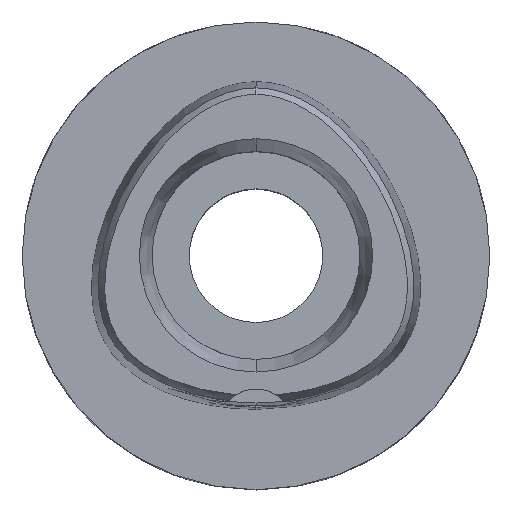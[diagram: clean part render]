
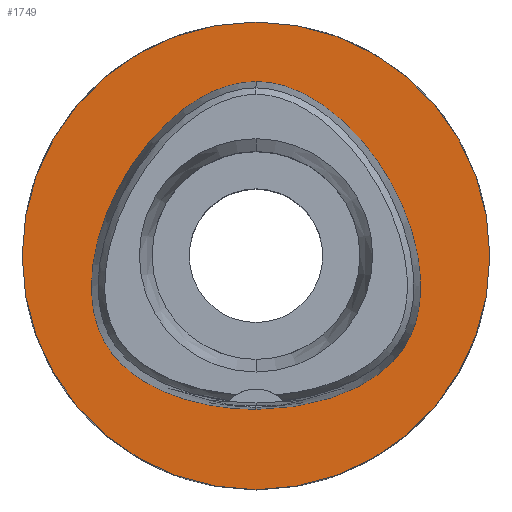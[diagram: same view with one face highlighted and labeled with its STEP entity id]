
A CAD part, top view. The second image highlights one B-rep face of the part: STEP entity #1749.
In plain terms, the highlighted planar face has unit normal (0, 0, 1).
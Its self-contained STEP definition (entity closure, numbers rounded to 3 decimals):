
#141 = CARTESIAN_POINT ( 'NONE',  ( 0., 23.475, 0. ) ) ;
#177 = CARTESIAN_POINT ( 'NONE',  ( -19.649, -12.825, 0. ) ) ;
#186 = CARTESIAN_POINT ( 'NONE',  ( 21.555, -8.996, 0. ) ) ;
#222 = CARTESIAN_POINT ( 'NONE',  ( 0., -20.675, 0. ) ) ;
#311 = CARTESIAN_POINT ( 'NONE',  ( 0., 0., 0. ) ) ;
#313 = CARTESIAN_POINT ( 'NONE',  ( 0., 0., 0. ) ) ;
#461 = CARTESIAN_POINT ( 'NONE',  ( -20.749, 4.657, 0. ) ) ;
#527 = B_SPLINE_CURVE_WITH_KNOTS ( 'NONE', 3,
 ( #3528, #4271, #1237, #1314, #3502, #2377, #2757, #1654, #461, #2732, #3149, #4678, #1264, #2784, #4296, #177, #3598, #881, #3172, #3553, #4701, #2435, #3576 ),
 .UNSPECIFIED., .F., .F.,
 ( 4, 1, 1, 1, 1, 1, 1, 1, 1, 1, 1, 1, 1, 1, 1, 1, 1, 1, 1, 1, 4 ),
 ( 0., 0.042, 0.083, 0.125, 0.167, 0.25, 0.333, 0.417, 0.5, 0.542, 0.583, 0.625, 0.646, 0.667, 0.688, 0.708, 0.75, 0.792, 0.833, 0.917, 1. ),
 .UNSPECIFIED. ) ;
#646 = CARTESIAN_POINT ( 'NONE',  ( 16.959, -15.678, 0. ) ) ;
#716 = AXIS2_PLACEMENT_3D ( 'NONE', #311, #3823, #1170 ) ;
#759 = EDGE_CURVE ( 'NONE', #3107, #1333, #527, .T. ) ;
#881 = CARTESIAN_POINT ( 'NONE',  ( -16.959, -15.678, 0. ) ) ;
#942 = ORIENTED_EDGE ( 'NONE', *, *, #2402, .F. ) ;
#974 = CARTESIAN_POINT ( 'NONE',  ( 0., -20.675, 0. ) ) ;
#993 = CARTESIAN_POINT ( 'NONE',  ( 20.35, -11.749, 0. ) ) ;
#1042 = CARTESIAN_POINT ( 'NONE',  ( 6.341, -20.298, 0. ) ) ;
#1170 = DIRECTION ( 'NONE',  ( 0., 1., 0. ) ) ;
#1191 = CARTESIAN_POINT ( 'NONE',  ( 0.855, 23.475, 0. ) ) ;
#1194 = VERTEX_POINT ( 'NONE', #4768 ) ;
#1237 = CARTESIAN_POINT ( 'NONE',  ( -2.565, 23.293, 0. ) ) ;
#1264 = CARTESIAN_POINT ( 'NONE',  ( -21.555, -8.996, 0. ) ) ;
#1314 = CARTESIAN_POINT ( 'NONE',  ( -5.098, 22.526, 0. ) ) ;
#1333 = VERTEX_POINT ( 'NONE', #974 ) ;
#1428 = CARTESIAN_POINT ( 'NONE',  ( 11.233, -18.893, 0. ) ) ;
#1654 = CARTESIAN_POINT ( 'NONE',  ( -18.068, 10.432, 0. ) ) ;
#1734 = CARTESIAN_POINT ( 'NONE',  ( 14.673, -17.214, 0. ) ) ;
#1749 = ADVANCED_FACE ( 'NONE', ( #2040, #2719 ), #3513, .F. ) ;
#1755 = CARTESIAN_POINT ( 'NONE',  ( 18.068, 10.432, 0. ) ) ;
#1803 = CARTESIAN_POINT ( 'NONE',  ( 22.245, -4.1, 0. ) ) ;
#1854 = DIRECTION ( 'NONE',  ( 0., 0., -1. ) ) ;
#2040 = FACE_OUTER_BOUND ( 'NONE', #3085, .T. ) ;
#2084 = CARTESIAN_POINT ( 'NONE',  ( 20.932, -10.604, 0. ) ) ;
#2132 = CARTESIAN_POINT ( 'NONE',  ( 14.408, 15.641, 0. ) ) ;
#2185 = CARTESIAN_POINT ( 'NONE',  ( 18.568, -14.169, 0. ) ) ;
#2216 = EDGE_LOOP ( 'NONE', ( #4132, #3738 ) ) ;
#2275 = CARTESIAN_POINT ( 'NONE',  ( 0., 23.475, 0. ) ) ;
#2311 = CARTESIAN_POINT ( 'NONE',  ( 0., 0., 0. ) ) ;
#2366 = ORIENTED_EDGE ( 'NONE', *, *, #3960, .F. ) ;
#2377 = CARTESIAN_POINT ( 'NONE',  ( -10.746, 19.174, 0. ) ) ;
#2402 = EDGE_CURVE ( 'NONE', #1194, #3040, #3756, .T. ) ;
#2435 = CARTESIAN_POINT ( 'NONE',  ( -2.114, -20.675, 0. ) ) ;
#2517 = CARTESIAN_POINT ( 'NONE',  ( 22.057, -6.848, 0. ) ) ;
#2719 = FACE_BOUND ( 'NONE', #2216, .T. ) ;
#2732 = CARTESIAN_POINT ( 'NONE',  ( -21.978, -0.281, 0. ) ) ;
#2757 = CARTESIAN_POINT ( 'NONE',  ( -14.408, 15.641, 0. ) ) ;
#2784 = CARTESIAN_POINT ( 'NONE',  ( -20.932, -10.604, 0. ) ) ;
#2880 = AXIS2_PLACEMENT_3D ( 'NONE', #2311, #3837, #3934 ) ;
#3011 = B_SPLINE_CURVE_WITH_KNOTS ( 'NONE', 3,
 ( #222, #4100, #1042, #1428, #1734, #646, #2185, #4402, #993, #2084, #186, #2517, #1803, #3331, #4031, #1755, #2132, #3656, #3278, #4811, #3799, #1191, #2275 ),
 .UNSPECIFIED., .F., .F.,
 ( 4, 1, 1, 1, 1, 1, 1, 1, 1, 1, 1, 1, 1, 1, 1, 1, 1, 1, 1, 1, 4 ),
 ( 0., 0.083, 0.167, 0.208, 0.25, 0.292, 0.313, 0.333, 0.354, 0.375, 0.417, 0.458, 0.5, 0.583, 0.667, 0.75, 0.833, 0.875, 0.917, 0.958, 1. ),
 .UNSPECIFIED. ) ;
#3040 = VERTEX_POINT ( 'NONE', #3087 ) ;
#3046 = AXIS2_PLACEMENT_3D ( 'NONE', #313, #1854, #4885 ) ;
#3085 = EDGE_LOOP ( 'NONE', ( #2366, #942 ) ) ;
#3087 = CARTESIAN_POINT ( 'NONE',  ( 0., 31.5, 0. ) ) ;
#3107 = VERTEX_POINT ( 'NONE', #141 ) ;
#3149 = CARTESIAN_POINT ( 'NONE',  ( -22.245, -4.1, 0. ) ) ;
#3172 = CARTESIAN_POINT ( 'NONE',  ( -14.673, -17.214, 0. ) ) ;
#3278 = CARTESIAN_POINT ( 'NONE',  ( 7.571, 21.315, 0. ) ) ;
#3298 = CIRCLE ( 'NONE', #716, 31.5 ) ;
#3331 = CARTESIAN_POINT ( 'NONE',  ( 21.978, -0.281, 0. ) ) ;
#3502 = CARTESIAN_POINT ( 'NONE',  ( -7.571, 21.315, 0. ) ) ;
#3513 = PLANE ( 'NONE',  #2880 ) ;
#3528 = CARTESIAN_POINT ( 'NONE',  ( 0., 23.475, 0. ) ) ;
#3553 = CARTESIAN_POINT ( 'NONE',  ( -11.233, -18.893, 0. ) ) ;
#3576 = CARTESIAN_POINT ( 'NONE',  ( 0., -20.675, 0. ) ) ;
#3598 = CARTESIAN_POINT ( 'NONE',  ( -18.568, -14.169, 0. ) ) ;
#3656 = CARTESIAN_POINT ( 'NONE',  ( 10.746, 19.174, 0. ) ) ;
#3738 = ORIENTED_EDGE ( 'NONE', *, *, #3959, .F. ) ;
#3756 = CIRCLE ( 'NONE', #3046, 31.5 ) ;
#3799 = CARTESIAN_POINT ( 'NONE',  ( 2.565, 23.293, 0. ) ) ;
#3823 = DIRECTION ( 'NONE',  ( 0., 0., -1. ) ) ;
#3837 = DIRECTION ( 'NONE',  ( 0., 0., -1. ) ) ;
#3934 = DIRECTION ( 'NONE',  ( 0., -1., 0. ) ) ;
#3959 = EDGE_CURVE ( 'NONE', #1333, #3107, #3011, .T. ) ;
#3960 = EDGE_CURVE ( 'NONE', #3040, #1194, #3298, .T. ) ;
#4031 = CARTESIAN_POINT ( 'NONE',  ( 20.749, 4.657, 0. ) ) ;
#4100 = CARTESIAN_POINT ( 'NONE',  ( 2.114, -20.675, 0. ) ) ;
#4132 = ORIENTED_EDGE ( 'NONE', *, *, #759, .F. ) ;
#4271 = CARTESIAN_POINT ( 'NONE',  ( -0.855, 23.475, 0. ) ) ;
#4296 = CARTESIAN_POINT ( 'NONE',  ( -20.35, -11.749, 0. ) ) ;
#4402 = CARTESIAN_POINT ( 'NONE',  ( 19.649, -12.825, 0. ) ) ;
#4678 = CARTESIAN_POINT ( 'NONE',  ( -22.057, -6.848, 0. ) ) ;
#4701 = CARTESIAN_POINT ( 'NONE',  ( -6.341, -20.298, 0. ) ) ;
#4768 = CARTESIAN_POINT ( 'NONE',  ( 0., -31.5, 0. ) ) ;
#4811 = CARTESIAN_POINT ( 'NONE',  ( 5.098, 22.526, 0. ) ) ;
#4885 = DIRECTION ( 'NONE',  ( 0., -1., 0. ) ) ;
